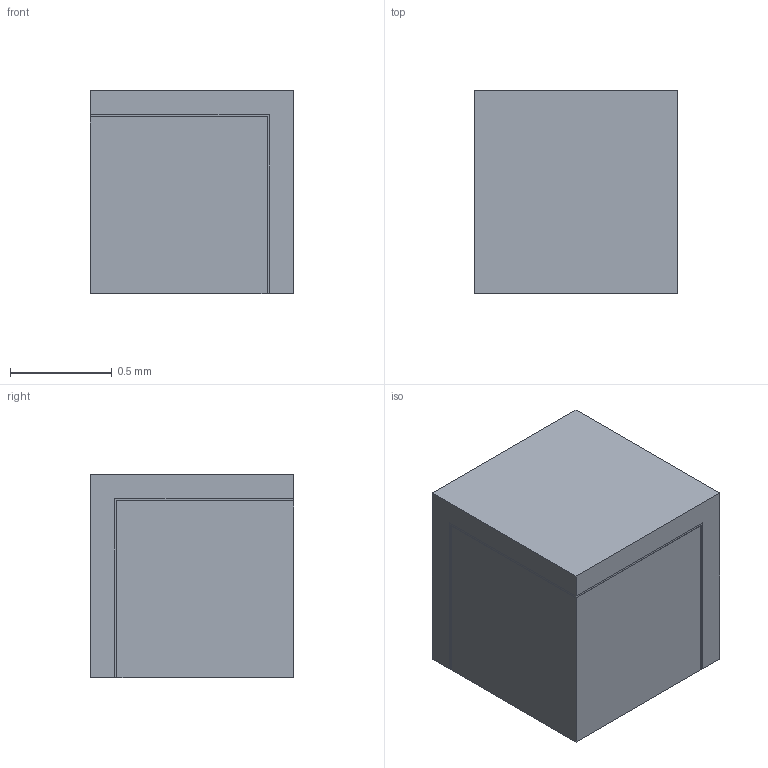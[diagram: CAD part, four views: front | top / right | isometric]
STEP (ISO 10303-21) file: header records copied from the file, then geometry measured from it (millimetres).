
FILE_DESCRIPTION(('STEP AP214'),'1');
FILE_NAME('RCB_quarter.stp','2018-09-04T17:59:03',('Cubit 16.4'),(' '),'Spatial InterOp 3D',' ',' ');
FILE_SCHEMA(('automotive_design'));
Length unit declared in the file: millimetre
Products named in the file (4): 1; 2; 3; 4
Bounding box: 1 x 1 x 1 mm (x, y, z)
Volume: 1 mm3; surface area: 19.7 mm2
Topology: 4 solids, 4 shells, 33 faces, 75 edges, 50 vertices
Faces by surface type: plane 33
Entity records: 969 total; most frequent: CARTESIAN_POINT 162, ORIENTED_EDGE 150, DIRECTION 149, EDGE_CURVE 75, LINE 75, VECTOR 75, VERTEX_POINT 50, AXIS2_PLACEMENT_3D 37
